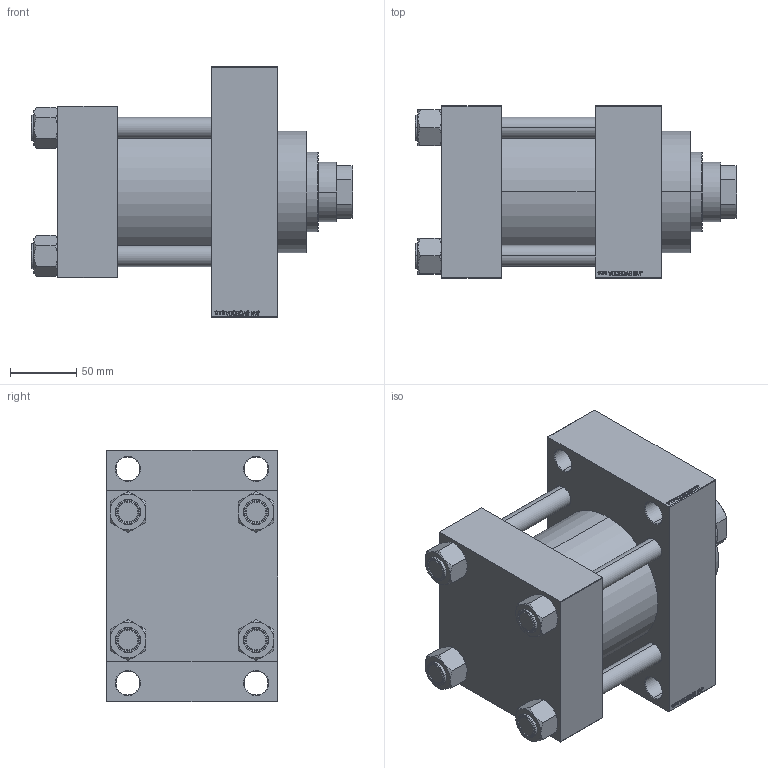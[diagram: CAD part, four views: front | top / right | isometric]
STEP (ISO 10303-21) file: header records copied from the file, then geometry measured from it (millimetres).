
FILE_DESCRIPTION (( 'STEP AP203' ), '1' );
FILE_NAME ('312d.STEP', '2026-02-20T08:43:12', ( '' ), ( '' ), 'SwSTEP 2.0', 'SolidWorks 2019', '' );
FILE_SCHEMA (( 'CONFIG_CONTROL_DESIGN' ));
Length unit declared in the file: millimetre
Products named in the file (6): V215CD_VC_A 3e51f8229dfeb005db047d6a89c96e16; V215CD_D_Body 3e51f8229dfeb005db047d6a89c96e16; V215CD_VCP_D 3e51f8229dfeb005db047d6a89c96e16; 312d; V215CD_D_TYCINKA 3e51f8229dfeb005db047d6a89c96e16; V215CD_NUT_M5_D 3e51f8229dfeb005db047d6a89c96e16
Assembly tree (11 placements, depth 2):
  312d
    V215CD_D_Body 3e51f8229dfeb005db047d6a89c96e16
    V215CD_VC_A 3e51f8229dfeb005db047d6a89c96e16
    V215CD_VCP_D 3e51f8229dfeb005db047d6a89c96e16
    V215CD_D_TYCINKA 3e51f8229dfeb005db047d6a89c96e16  x4
    V215CD_NUT_M5_D 3e51f8229dfeb005db047d6a89c96e16  x4
Bounding box: 243 x 130 x 190 mm (x, y, z)
Volume: 2606780.8 mm3; surface area: 352393.9 mm2
Topology: 11 solids, 11 shells, 1152 faces, 2904 edges, 1885 vertices
Faces by surface type: plane 545, bspline 368, cone 142, cylinder 89, torus 8
Entity records: 47698 total; most frequent: CARTESIAN_POINT 25186, ORIENTED_EDGE 5072, DIRECTION 3274, EDGE_CURVE 2536, VERTEX_POINT 1663, LINE 1528, VECTOR 1528, EDGE_LOOP 1127
